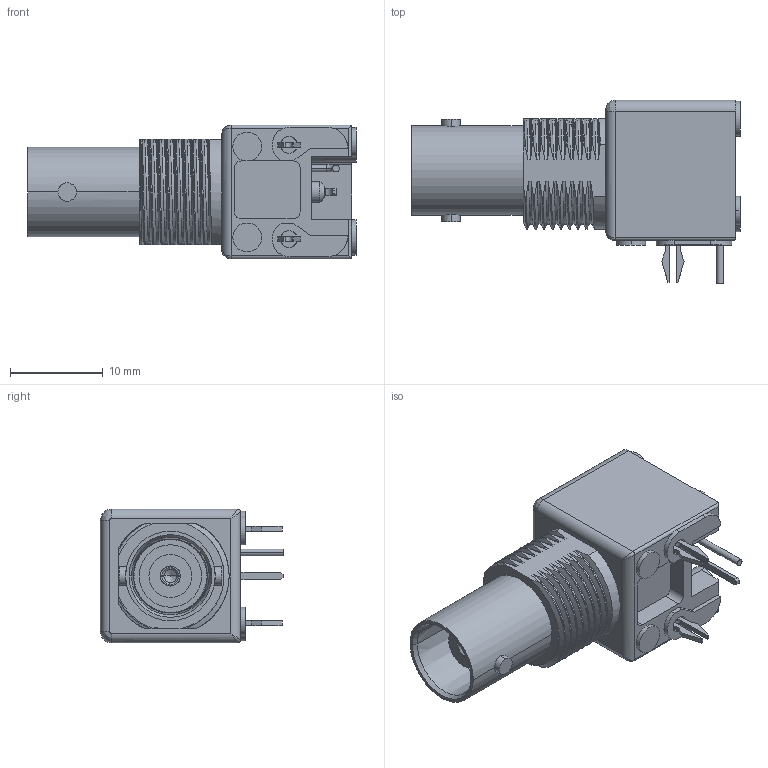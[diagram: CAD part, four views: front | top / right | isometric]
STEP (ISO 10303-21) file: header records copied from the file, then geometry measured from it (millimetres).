
FILE_DESCRIPTION((''),'2;1');
FILE_NAME('31-5640-1010','2021-03-04T12:41:29',('Lokesh'),(''),'CREO PARAMETRIC BY PTC INC, 2019444','CREO PARAMETRIC BY PTC INC, 2019444','');
FILE_SCHEMA(('CONFIG_CONTROL_DESIGN'));
Length unit declared in the file: millimetre
Products named in the file (1): 31-5640-1010
Bounding box: 35.4 x 19.76 x 14.4 mm (x, y, z)
Volume: 3581.5 mm3; surface area: 3015.4 mm2
Topology: 1 solids, 1 shells, 669 faces, 1943 edges, 1294 vertices
Faces by surface type: plane 359, cylinder 141, cone 98, bspline 66, torus 5
Entity records: 26170 total; most frequent: CARTESIAN_POINT 9368, ORIENTED_EDGE 3886, DIRECTION 3037, EDGE_CURVE 1943, VERTEX_POINT 1294, AXIS2_PLACEMENT_3D 1088, VECTOR 861, LINE 861
